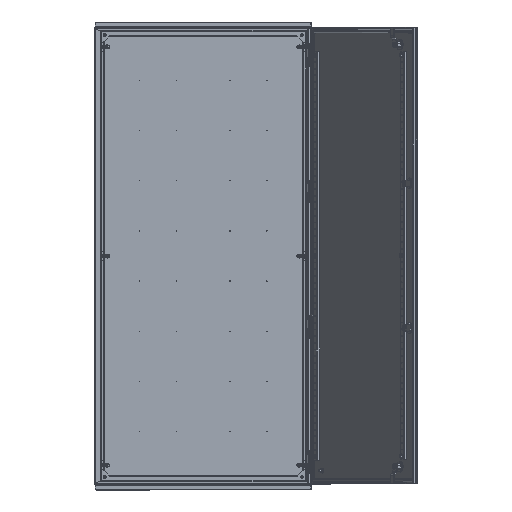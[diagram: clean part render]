
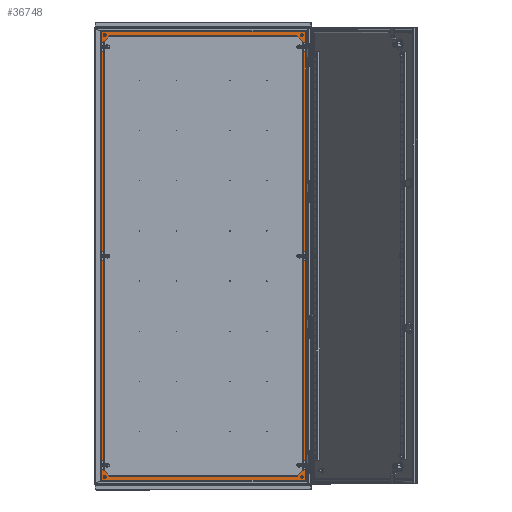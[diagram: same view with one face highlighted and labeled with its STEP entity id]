
A CAD part, top view. The second image highlights one B-rep face of the part: STEP entity #36748.
In plain terms, the highlighted planar face has unit normal (0, 0, 1).
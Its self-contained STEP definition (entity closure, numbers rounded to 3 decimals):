
#305 = VERTEX_POINT ( 'NONE', #48973 ) ;
#759 = ORIENTED_EDGE ( 'NONE', *, *, #5229, .F. ) ;
#838 = CARTESIAN_POINT ( 'NONE',  ( 141.217, 88.685, 0. ) ) ;
#1744 = CARTESIAN_POINT ( 'NONE',  ( 110.167, -1253.316, 0. ) ) ;
#1872 = CARTESIAN_POINT ( 'NONE',  ( -473.333, -1253.316, 0. ) ) ;
#1985 = EDGE_CURVE ( 'NONE', #28884, #39155, #3832, .T. ) ;
#2868 = VERTEX_POINT ( 'NONE', #45476 ) ;
#3661 = DIRECTION ( 'NONE',  ( 0., 0., 1. ) ) ;
#3832 = LINE ( 'NONE', #6232, #46774 ) ;
#4036 = ORIENTED_EDGE ( 'NONE', *, *, #30504, .F. ) ;
#4280 = CIRCLE ( 'NONE', #17243, 3.25 ) ;
#5229 = EDGE_CURVE ( 'NONE', #2868, #47930, #14737, .T. ) ;
#5572 = VERTEX_POINT ( 'NONE', #1744 ) ;
#5575 = LINE ( 'NONE', #31236, #49894 ) ;
#6232 = CARTESIAN_POINT ( 'NONE',  ( -504.383, -1273.944, 0. ) ) ;
#6690 = FACE_BOUND ( 'NONE', #41861, .T. ) ;
#7082 = LINE ( 'NONE', #16014, #24525 ) ;
#9420 = EDGE_LOOP ( 'NONE', ( #37358, #16520, #16472, #4036 ) ) ;
#9531 = CIRCLE ( 'NONE', #32524, 3.25 ) ;
#10175 = EDGE_CURVE ( 'NONE', #39155, #33401, #5575, .T. ) ;
#11223 = DIRECTION ( 'NONE',  ( 0., 0., 1. ) ) ;
#12454 = DIRECTION ( 'NONE',  ( 0., 0., 1. ) ) ;
#12906 = CARTESIAN_POINT ( 'NONE',  ( -476.583, -1253.316, 0. ) ) ;
#14201 = CARTESIAN_POINT ( 'NONE',  ( -506.583, -1273.944, 0. ) ) ;
#14236 = CIRCLE ( 'NONE', #17150, 3.25 ) ;
#14737 = CIRCLE ( 'NONE', #30713, 3.25 ) ;
#15357 = CARTESIAN_POINT ( 'NONE',  ( 113.417, 68.428, 0. ) ) ;
#15943 = CARTESIAN_POINT ( 'NONE',  ( -476.583, 68.428, 0. ) ) ;
#16014 = CARTESIAN_POINT ( 'NONE',  ( 141.217, -1273.573, 0. ) ) ;
#16145 = CARTESIAN_POINT ( 'NONE',  ( 141.217, 89.056, 0. ) ) ;
#16472 = ORIENTED_EDGE ( 'NONE', *, *, #1985, .F. ) ;
#16520 = ORIENTED_EDGE ( 'NONE', *, *, #10175, .F. ) ;
#17127 = CARTESIAN_POINT ( 'NONE',  ( 141.217, -1273.573, 0. ) ) ;
#17150 = AXIS2_PLACEMENT_3D ( 'NONE', #15943, #46016, #20298 ) ;
#17166 = CARTESIAN_POINT ( 'NONE',  ( 113.417, -1253.316, 0. ) ) ;
#17220 = DIRECTION ( 'NONE',  ( -1., 0., 0. ) ) ;
#17243 = AXIS2_PLACEMENT_3D ( 'NONE', #37003, #11223, #41307 ) ;
#17360 = CARTESIAN_POINT ( 'NONE',  ( -473.333, 68.428, 0. ) ) ;
#17850 = CIRCLE ( 'NONE', #36759, 3.25 ) ;
#17996 = EDGE_CURVE ( 'NONE', #47930, #2868, #17850, .T. ) ;
#18797 = CARTESIAN_POINT ( 'NONE',  ( -504.383, 88.685, 0. ) ) ;
#19734 = DIRECTION ( 'NONE',  ( -1., 0., 0. ) ) ;
#20298 = DIRECTION ( 'NONE',  ( 1., 0., 0. ) ) ;
#20810 = EDGE_CURVE ( 'NONE', #305, #50231, #9531, .T. ) ;
#21513 = DIRECTION ( 'NONE',  ( 1., 0., 0. ) ) ;
#21527 = CIRCLE ( 'NONE', #28427, 3.25 ) ;
#22840 = AXIS2_PLACEMENT_3D ( 'NONE', #29355, #3661, #33675 ) ;
#24499 = DIRECTION ( 'NONE',  ( -1., 0., 0. ) ) ;
#24525 = VECTOR ( 'NONE', #24499, 1000. ) ;
#24580 = EDGE_CURVE ( 'NONE', #51577, #5572, #21527, .T. ) ;
#24960 = LINE ( 'NONE', #16145, #35070 ) ;
#26911 = DIRECTION ( 'NONE',  ( 1., 0., 0. ) ) ;
#27189 = DIRECTION ( 'NONE',  ( 1., 0., 0. ) ) ;
#27372 = ORIENTED_EDGE ( 'NONE', *, *, #41481, .F. ) ;
#27446 = AXIS2_PLACEMENT_3D ( 'NONE', #14201, #52873, #27189 ) ;
#27850 = CARTESIAN_POINT ( 'NONE',  ( 110.167, 68.428, 0. ) ) ;
#28170 = FACE_BOUND ( 'NONE', #40444, .T. ) ;
#28427 = AXIS2_PLACEMENT_3D ( 'NONE', #17166, #47236, #21513 ) ;
#28473 = AXIS2_PLACEMENT_3D ( 'NONE', #38232, #12454, #42539 ) ;
#28884 = VERTEX_POINT ( 'NONE', #52023 ) ;
#28938 = CIRCLE ( 'NONE', #22840, 3.25 ) ;
#29355 = CARTESIAN_POINT ( 'NONE',  ( 113.417, 68.428, 0. ) ) ;
#30448 = ORIENTED_EDGE ( 'NONE', *, *, #20810, .F. ) ;
#30504 = EDGE_CURVE ( 'NONE', #45527, #28884, #7082, .T. ) ;
#30713 = AXIS2_PLACEMENT_3D ( 'NONE', #54505, #53674, #33689 ) ;
#31236 = CARTESIAN_POINT ( 'NONE',  ( -504.383, 88.685, 0. ) ) ;
#31750 = EDGE_CURVE ( 'NONE', #38620, #54490, #14236, .T. ) ;
#32524 = AXIS2_PLACEMENT_3D ( 'NONE', #15357, #45454, #19734 ) ;
#32688 = DIRECTION ( 'NONE',  ( 0., 1., 0. ) ) ;
#33401 = VERTEX_POINT ( 'NONE', #838 ) ;
#33675 = DIRECTION ( 'NONE',  ( -1., 0., 0. ) ) ;
#33689 = DIRECTION ( 'NONE',  ( -1., 0., 0. ) ) ;
#35070 = VECTOR ( 'NONE', #54950, 1000. ) ;
#35268 = ORIENTED_EDGE ( 'NONE', *, *, #31750, .F. ) ;
#36748 = ADVANCED_FACE ( 'NONE', ( #50970, #6690, #39612, #28170, #40949 ), #48413, .T. ) ;
#36759 = AXIS2_PLACEMENT_3D ( 'NONE', #12906, #42996, #17220 ) ;
#37003 = CARTESIAN_POINT ( 'NONE',  ( 113.417, -1253.316, 0. ) ) ;
#37358 = ORIENTED_EDGE ( 'NONE', *, *, #42792, .F. ) ;
#38141 = ORIENTED_EDGE ( 'NONE', *, *, #24580, .F. ) ;
#38232 = CARTESIAN_POINT ( 'NONE',  ( -476.583, 68.428, 0. ) ) ;
#38541 = CIRCLE ( 'NONE', #28473, 3.25 ) ;
#38620 = VERTEX_POINT ( 'NONE', #17360 ) ;
#38762 = ORIENTED_EDGE ( 'NONE', *, *, #45889, .F. ) ;
#39155 = VERTEX_POINT ( 'NONE', #18797 ) ;
#39612 = FACE_BOUND ( 'NONE', #47071, .T. ) ;
#40444 = EDGE_LOOP ( 'NONE', ( #35268, #53306 ) ) ;
#40949 = FACE_OUTER_BOUND ( 'NONE', #9420, .T. ) ;
#41307 = DIRECTION ( 'NONE',  ( 1., 0., 0. ) ) ;
#41481 = EDGE_CURVE ( 'NONE', #5572, #51577, #4280, .T. ) ;
#41861 = EDGE_LOOP ( 'NONE', ( #49370, #759 ) ) ;
#42192 = CARTESIAN_POINT ( 'NONE',  ( 116.667, -1253.316, 0. ) ) ;
#42201 = EDGE_CURVE ( 'NONE', #54490, #38620, #38541, .T. ) ;
#42539 = DIRECTION ( 'NONE',  ( 1., 0., 0. ) ) ;
#42792 = EDGE_CURVE ( 'NONE', #33401, #45527, #24960, .T. ) ;
#42996 = DIRECTION ( 'NONE',  ( 0., 0., 1. ) ) ;
#43290 = CARTESIAN_POINT ( 'NONE',  ( -479.833, 68.428, 0. ) ) ;
#45454 = DIRECTION ( 'NONE',  ( 0., 0., 1. ) ) ;
#45476 = CARTESIAN_POINT ( 'NONE',  ( -479.833, -1253.316, 0. ) ) ;
#45527 = VERTEX_POINT ( 'NONE', #17127 ) ;
#45889 = EDGE_CURVE ( 'NONE', #50231, #305, #28938, .T. ) ;
#46016 = DIRECTION ( 'NONE',  ( 0., 0., 1. ) ) ;
#46774 = VECTOR ( 'NONE', #32688, 1000. ) ;
#47071 = EDGE_LOOP ( 'NONE', ( #38141, #27372 ) ) ;
#47236 = DIRECTION ( 'NONE',  ( 0., 0., 1. ) ) ;
#47930 = VERTEX_POINT ( 'NONE', #1872 ) ;
#48413 = PLANE ( 'NONE',  #27446 ) ;
#48973 = CARTESIAN_POINT ( 'NONE',  ( 116.667, 68.428, 0. ) ) ;
#49370 = ORIENTED_EDGE ( 'NONE', *, *, #17996, .F. ) ;
#49894 = VECTOR ( 'NONE', #26911, 1000. ) ;
#50231 = VERTEX_POINT ( 'NONE', #27850 ) ;
#50666 = EDGE_LOOP ( 'NONE', ( #30448, #38762 ) ) ;
#50970 = FACE_BOUND ( 'NONE', #50666, .T. ) ;
#51577 = VERTEX_POINT ( 'NONE', #42192 ) ;
#52023 = CARTESIAN_POINT ( 'NONE',  ( -504.383, -1273.573, 0. ) ) ;
#52873 = DIRECTION ( 'NONE',  ( 0., 0., 1. ) ) ;
#53306 = ORIENTED_EDGE ( 'NONE', *, *, #42201, .F. ) ;
#53674 = DIRECTION ( 'NONE',  ( 0., 0., 1. ) ) ;
#54490 = VERTEX_POINT ( 'NONE', #43290 ) ;
#54505 = CARTESIAN_POINT ( 'NONE',  ( -476.583, -1253.316, 0. ) ) ;
#54950 = DIRECTION ( 'NONE',  ( 0., -1., 0. ) ) ;
